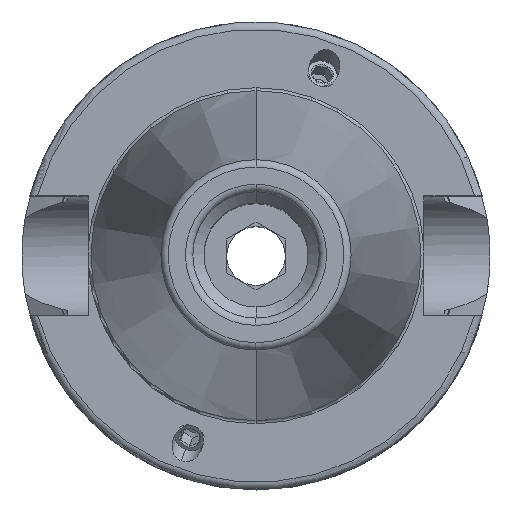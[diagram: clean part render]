
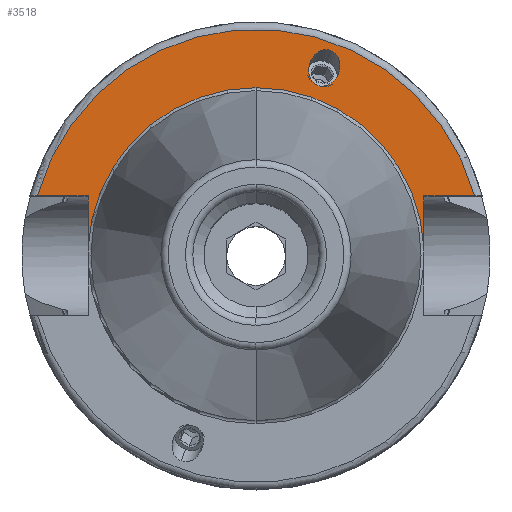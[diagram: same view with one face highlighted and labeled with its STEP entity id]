
A CAD part, top view. The second image highlights one B-rep face of the part: STEP entity #3518.
In plain terms, the highlighted planar face has unit normal (0, 0, 1).
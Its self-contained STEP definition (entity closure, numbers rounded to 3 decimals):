
#633=DIRECTION('',(0,1,0));
#634=VECTOR('',#633,6.987);
#635=CARTESIAN_POINT('',(-22.6,1.063,25));
#636=LINE('',#635,#634);
#637=DIRECTION('',(1,0,0));
#638=VECTOR('',#637,6.818);
#639=CARTESIAN_POINT('',(-29.418,8.05,25));
#640=LINE('',#639,#638);
#641=DIRECTION('',(-1,0,0));
#642=VECTOR('',#641,6.818);
#643=CARTESIAN_POINT('',(29.418,8.05,25));
#644=LINE('',#643,#642);
#645=DIRECTION('',(0,-1,0));
#646=VECTOR('',#645,6.987);
#647=CARTESIAN_POINT('',(22.6,8.05,25));
#648=LINE('',#647,#646);
#649=CARTESIAN_POINT('',(10.056,27.629,25));
#650=CARTESIAN_POINT('',(10.283,27.547,25));
#651=CARTESIAN_POINT('',(10.737,27.268,25));
#652=CARTESIAN_POINT('',(11.226,26.479,25));
#653=CARTESIAN_POINT('',(11.341,25.65,25));
#654=CARTESIAN_POINT('',(11.261,25.009,25));
#655=CARTESIAN_POINT('',(11.137,24.573,25));
#656=CARTESIAN_POINT('',(10.952,24.159,25));
#657=CARTESIAN_POINT('',(10.601,23.617,25));
#658=CARTESIAN_POINT('',(9.98,23.055,25));
#659=CARTESIAN_POINT('',(9.098,22.765,25));
#660=CARTESIAN_POINT('',(8.571,22.843,25));
#661=CARTESIAN_POINT('',(8.344,22.926,25));
#663=CARTESIAN_POINT('',(8.344,22.926,25));
#664=CARTESIAN_POINT('',(8.117,23.009,25));
#665=CARTESIAN_POINT('',(7.663,23.288,25));
#666=CARTESIAN_POINT('',(7.174,24.076,25));
#667=CARTESIAN_POINT('',(7.06,24.906,25));
#668=CARTESIAN_POINT('',(7.14,25.547,25));
#669=CARTESIAN_POINT('',(7.264,25.983,25));
#670=CARTESIAN_POINT('',(7.449,26.396,25));
#671=CARTESIAN_POINT('',(7.8,26.939,25));
#672=CARTESIAN_POINT('',(8.421,27.5,25));
#673=CARTESIAN_POINT('',(9.302,27.79,25));
#674=CARTESIAN_POINT('',(9.829,27.712,25));
#675=CARTESIAN_POINT('',(10.056,27.629,25));
#711=CARTESIAN_POINT('',(0,0,25));
#712=DIRECTION('',(0,0,1));
#713=DIRECTION('',(0,1,0));
#714=AXIS2_PLACEMENT_3D('',#711,#712,#713);
#742=CARTESIAN_POINT('',(0,0,25));
#743=DIRECTION('',(0,0,-1));
#744=DIRECTION('',(0,1,0));
#745=AXIS2_PLACEMENT_3D('',#742,#743,#744);
#1834=CARTESIAN_POINT('',(0,0,25));
#1835=DIRECTION('',(0,0,1));
#1836=DIRECTION('',(0.965,0.264,0));
#1837=AXIS2_PLACEMENT_3D('',#1834,#1835,#1836);
#2496=CARTESIAN_POINT('',(-22.6,1.063,25));
#2497=CARTESIAN_POINT('',(-22.6,8.05,25));
#2498=VERTEX_POINT('',#2496);
#2499=VERTEX_POINT('',#2497);
#2500=CARTESIAN_POINT('',(-29.418,8.05,25));
#2501=VERTEX_POINT('',#2500);
#2502=CARTESIAN_POINT('',(22.6,8.05,25));
#2503=CARTESIAN_POINT('',(22.6,1.063,25));
#2504=VERTEX_POINT('',#2502);
#2505=VERTEX_POINT('',#2503);
#2512=CARTESIAN_POINT('',(29.418,8.05,25));
#2513=VERTEX_POINT('',#2512);
#2560=CARTESIAN_POINT('',(0,22.625,25));
#2562=VERTEX_POINT('',#2560);
#2578=VERTEX_POINT('',#649);
#2579=VERTEX_POINT('',#661);
#3494=CARTESIAN_POINT('',(0,0,25));
#3495=DIRECTION('',(0,0,-1));
#3496=DIRECTION('',(0,-1,0));
#3497=AXIS2_PLACEMENT_3D('',#3494,#3495,#3496);
#3498=PLANE('',#3497);
#3499=ORIENTED_EDGE('',*,*,#3288,.T.);
#3500=ORIENTED_EDGE('',*,*,#3315,.F.);
#3502=ORIENTED_EDGE('',*,*,#3501,.F.);
#3503=ORIENTED_EDGE('',*,*,#3361,.T.);
#3505=ORIENTED_EDGE('',*,*,#3504,.T.);
#3507=ORIENTED_EDGE('',*,*,#3506,.F.);
#3509=ORIENTED_EDGE('',*,*,#3508,.T.);
#3510=EDGE_LOOP('',(#3499,#3500,#3502,#3503,#3505,#3507,#3509));
#3511=FACE_OUTER_BOUND('',#3510,.F.);
#3513=ORIENTED_EDGE('',*,*,#3512,.F.);
#3515=ORIENTED_EDGE('',*,*,#3514,.F.);
#3516=EDGE_LOOP('',(#3513,#3515));
#3517=FACE_BOUND('',#3516,.F.);
#3518=ADVANCED_FACE('',(#3511,#3517),#3498,.F.);
#662=B_SPLINE_CURVE_WITH_KNOTS('',3,(#649,#650,#651,#652,#653,#654,#655,#656,
#657,#658,#659,#660,#661),.UNSPECIFIED.,.F.,.F.,(4,1,1,1,1,1,1,1,1,1,4),(0,
0.125,0.25,0.375,0.438,0.5,0.563,0.625,0.75,0.875,1),
.UNSPECIFIED.);
#676=B_SPLINE_CURVE_WITH_KNOTS('',3,(#663,#664,#665,#666,#667,#668,#669,#670,
#671,#672,#673,#674,#675),.UNSPECIFIED.,.F.,.F.,(4,1,1,1,1,1,1,1,1,1,4),(0,
0.125,0.25,0.375,0.438,0.5,0.563,0.625,0.75,0.875,1),
.UNSPECIFIED.);
#715=CIRCLE('',#714,22.625);
#746=CIRCLE('',#745,22.625);
#1838=CIRCLE('',#1837,30.5);
#3288=EDGE_CURVE('',#2498,#2499,#636,.T.);
#3315=EDGE_CURVE('',#2501,#2499,#640,.T.);
#3361=EDGE_CURVE('',#2513,#2504,#644,.T.);
#3501=EDGE_CURVE('',#2513,#2501,#1838,.T.);
#3504=EDGE_CURVE('',#2504,#2505,#648,.T.);
#3506=EDGE_CURVE('',#2562,#2505,#746,.T.);
#3508=EDGE_CURVE('',#2562,#2498,#715,.T.);
#3512=EDGE_CURVE('',#2578,#2579,#662,.T.);
#3514=EDGE_CURVE('',#2579,#2578,#676,.T.);
